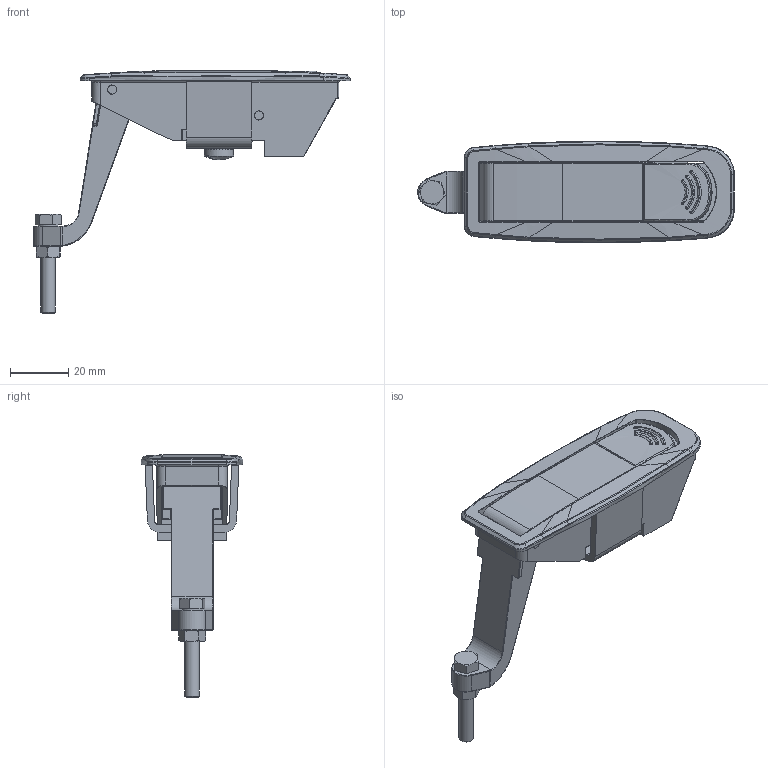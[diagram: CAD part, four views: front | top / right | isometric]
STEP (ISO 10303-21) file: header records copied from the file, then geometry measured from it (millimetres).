
FILE_DESCRIPTION(('STEP AP203'),'1');
FILE_NAME('077.1.2.00.step','2014-07-03T07:54:15',(' '),(' '),'Spatial InterOp 3D',' ',' ');
FILE_SCHEMA(('CONFIG_CONTROL_DESIGN'));
Length unit declared in the file: millimetre
Products named in the file (9): 1; 2; 3; 4; 5; 6; 7; 8; 9
Bounding box: 109 x 35 x 83.46 mm (x, y, z)
Volume: 31859.1 mm3; surface area: 30152.2 mm2
Topology: 9 solids, 9 shells, 1109 faces, 2665 edges, 1501 vertices
Faces by surface type: cylinder 400, plane 324, bspline 169, torus 98, sphere 82, cone 30, extrusion 6
Full cylindrical faces by diameter (mm): 1.5 x2, 3 x2, 3.1 x4, 3.2 x4, 4.2 x1, 4.3 x1, 5 x2, 5.3 x2, 5.8 x1, 7 x1, 10 x1, 14.7 x1
Entity records: 47008 total; most frequent: CARTESIAN_POINT 22178, DIRECTION 5227, ORIENTED_EDGE 5072, EDGE_CURVE 2536, AXIS2_PLACEMENT_3D 2078, VERTEX_POINT 1484, EDGE_LOOP 1178, FACE_OUTER_BOUND 1134
